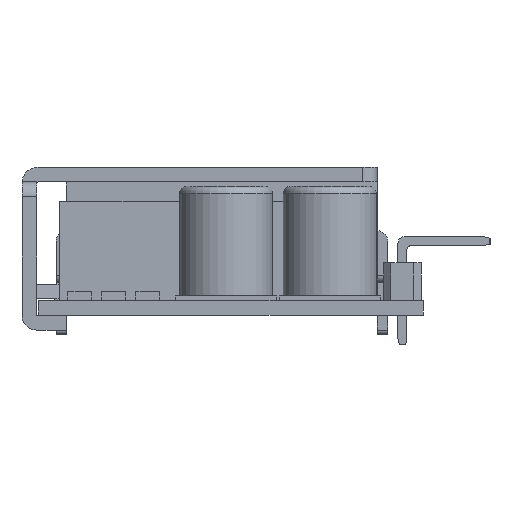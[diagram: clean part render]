
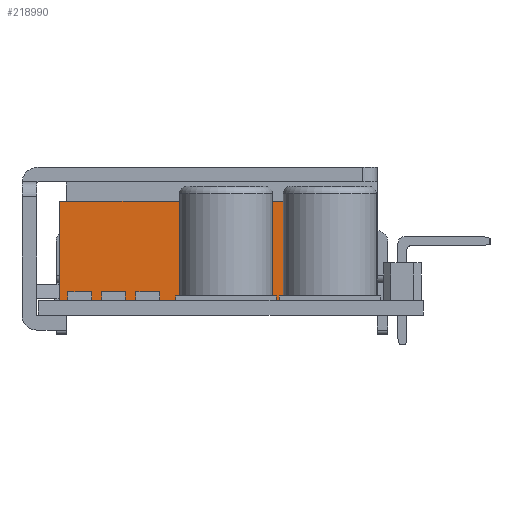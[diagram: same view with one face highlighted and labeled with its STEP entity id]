
A CAD part, left-side view. The second image highlights one B-rep face of the part: STEP entity #218990.
In plain terms, the highlighted planar face has unit normal (-1, 0, 0).
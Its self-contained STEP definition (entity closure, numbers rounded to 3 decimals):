
#217630=CARTESIAN_POINT('',(9.281,6.551,0.));
#217640=VERTEX_POINT('',#217630);
#217790=CARTESIAN_POINT('',(9.281,24.551,0.));
#217800=VERTEX_POINT('',#217790);
#217830=CARTESIAN_POINT('',(9.281,7.551,0.));
#217840=DIRECTION('',(0.,1.,0.));
#217850=VECTOR('',#217840,1.);
#217860=LINE('',#217830,#217850);
#217870=EDGE_CURVE('',#217640,#217800,#217860,.T.);
#217970=CARTESIAN_POINT('',(9.281,7.551,6.7));
#217980=DIRECTION('',(0.,1.,0.));
#217990=VECTOR('',#217980,1.);
#218000=LINE('',#217970,#217990);
#218010=CARTESIAN_POINT('',(9.281,6.551,6.7));
#218020=VERTEX_POINT('',#218010);
#218030=CARTESIAN_POINT('',(9.281,24.551,6.7));
#218040=VERTEX_POINT('',#218030);
#218050=EDGE_CURVE('',#218020,#218040,#218000,.T.);
#218370=CARTESIAN_POINT('',(9.281,6.551,0.));
#218380=DIRECTION('',(0.,0.,1.));
#218390=VECTOR('',#218380,1.);
#218400=LINE('',#218370,#218390);
#218410=EDGE_CURVE('',#217640,#218020,#218400,.T.);
#218780=CARTESIAN_POINT('',(9.281,24.551,0.));
#218790=DIRECTION('',(0.,0.,1.));
#218800=VECTOR('',#218790,1.);
#218810=LINE('',#218780,#218800);
#218820=EDGE_CURVE('',#217800,#218040,#218810,.T.);
#218880=CARTESIAN_POINT('',(9.281,7.551,0.));
#218890=DIRECTION('',(-1.,0.,0.));
#218900=DIRECTION('',(0.,1.,0.));
#218910=AXIS2_PLACEMENT_3D('',#218880,#218890,#218900);
#218920=PLANE('',#218910);
#218930=ORIENTED_EDGE('',*,*,#218820,.F.);
#218940=ORIENTED_EDGE('',*,*,#218050,.T.);
#218950=ORIENTED_EDGE('',*,*,#218410,.T.);
#218960=ORIENTED_EDGE('',*,*,#217870,.F.);
#218970=EDGE_LOOP('',(#218960,#218950,#218940,#218930));
#218980=FACE_OUTER_BOUND('',#218970,.T.);
#218990=ADVANCED_FACE('',(#218980),#218920,.T.);
